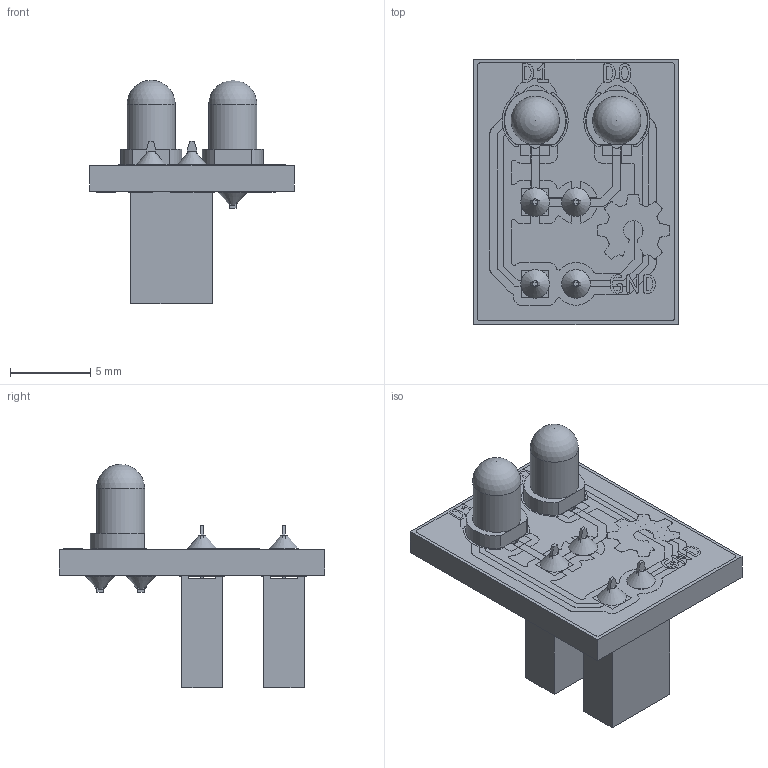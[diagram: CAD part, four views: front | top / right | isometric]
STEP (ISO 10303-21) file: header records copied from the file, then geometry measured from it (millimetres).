
FILE_DESCRIPTION(('FreeCAD Model'),'2;1');
FILE_NAME('Open CASCADE Shape Model','2024-01-08T21:21:23',(''),(''), 'Open CASCADE STEP processor 7.6','FreeCAD','Unknown');
FILE_SCHEMA(('AUTOMOTIVE_DESIGN { 1 0 10303 214 1 1 1 1 }'));
Length unit declared in the file: millimetre
Products named in the file (20): 01-led; Local_CS_b10c; Board_Geoms_b10c; Pcb_b10c; PCB_Sketch_b10c; topPads_b10c; topTracks_b10c; topZones_b10c; botPads_b10c; topSilks_24f9; botSilks_292d; Step_Models_b10c; Top_b10c; D1_LED_32dcd474fc98; LED-head; Pin-master; D1_Solder-array_32dcd474fc98[2]; Solder; Bot_b10c; J2_PinSocket_1x02_P254mm_Vertical_80466b3524ae
Assembly tree (26 placements, depth 5):
  01-led
    Local_CS_b10c
    Board_Geoms_b10c
      Pcb_b10c
      PCB_Sketch_b10c
      topPads_b10c
      topTracks_b10c
      topZones_b10c
      botPads_b10c
      topSilks_24f9
      botSilks_292d
    Step_Models_b10c
      Top_b10c
        D1_LED_32dcd474fc98  x2
          LED-head
          Pin-master
        D1_Solder-array_32dcd474fc98[2]  x2
          Solder
      Bot_b10c
        J2_PinSocket_1x02_P254mm_Vertical_80466b3524ae  x2
        D1_Solder-array_32dcd474fc98[2]  x2
          Solder
Bounding box: 12.7 x 16.51 x 13.9 mm (x, y, z)
Volume: 579.9 mm3; surface area: 1280.9 mm2
Topology: 17 solids, 71 shells, 272 faces, 3603 edges, 3433 vertices
Faces by surface type: plane 250, cylinder 12, cone 8, sphere 2
Full cylindrical faces by diameter (mm): 0.9 x4, 1 x4, 3 x2
Entity records: 29922 total; most frequent: CARTESIAN_POINT 6797, DIRECTION 3802, ORIENTED_EDGE 3591, EDGE_CURVE 3344, VERTEX_POINT 3259, LINE 3258, VECTOR 3258, AXIS2_PLACEMENT_3D 272
